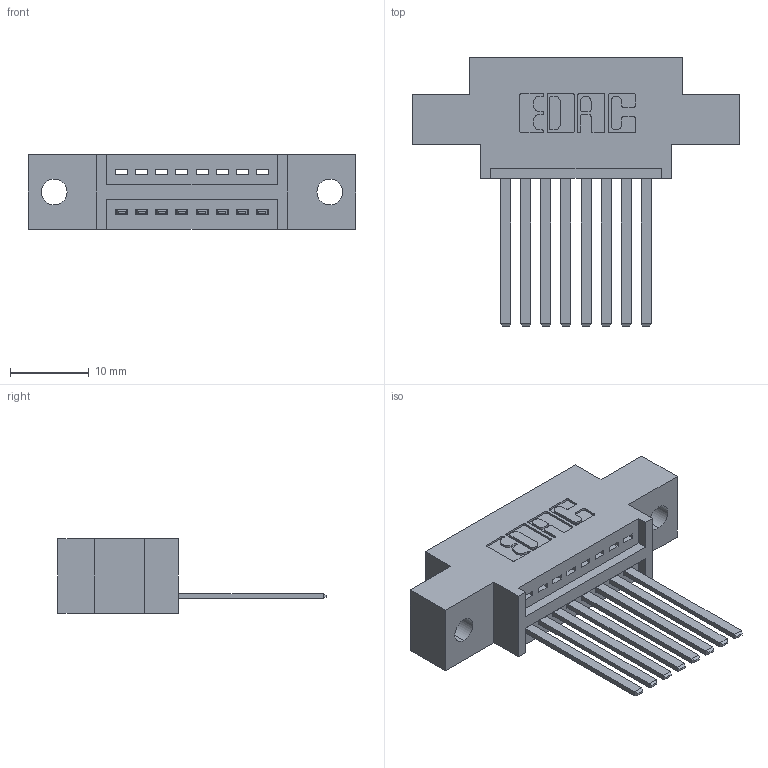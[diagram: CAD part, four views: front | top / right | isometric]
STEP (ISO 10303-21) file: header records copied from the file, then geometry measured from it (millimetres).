
FILE_DESCRIPTION (( 'STEP AP203' ), '1' );
FILE_NAME ('345-008-544-602.STEP', '2018-08-17T04:44:17', ( '' ), ( '' ), 'SwSTEP 2.0', 'SolidWorks 2016', '' );
FILE_SCHEMA (( 'CONFIG_CONTROL_DESIGN' ));
Length unit declared in the file: inch
Products named in the file (3): 345-008-544-602; 345 Part_0.170 Offset - 0.128 Dia; 345-292-001_345-293-144
Assembly tree (9 placements, depth 2):
  345-008-544-602
    345 Part_0.170 Offset - 0.128 Dia
    345-292-001_345-293-144  x8
Bounding box: 41.53 x 33.96 x 9.4 mm (x, y, z)
Volume: 3608.5 mm3; surface area: 4466.5 mm2
Topology: 9 solids, 9 shells, 546 faces, 1617 edges, 1066 vertices
Faces by surface type: plane 372, cylinder 174
Entity records: 10549 total; most frequent: CARTESIAN_POINT 1836, ORIENTED_EDGE 1778, DIRECTION 1649, EDGE_CURVE 889, VECTOR 729, LINE 729, VERTEX_POINT 590, AXIS2_PLACEMENT_3D 460
